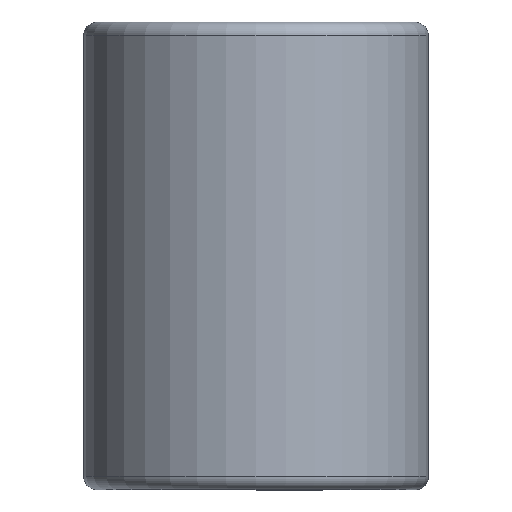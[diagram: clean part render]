
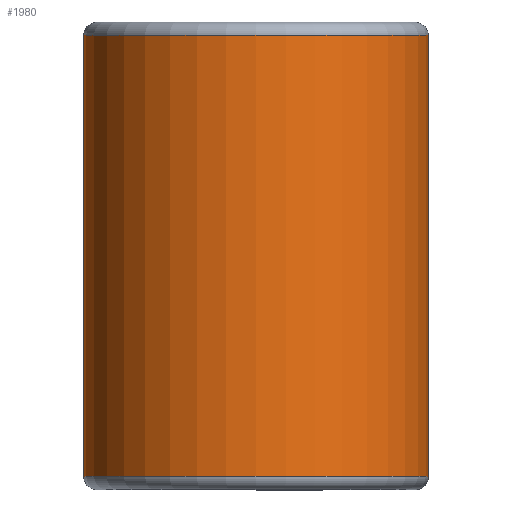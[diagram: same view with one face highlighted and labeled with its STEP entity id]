
A CAD part, top view. The second image highlights one B-rep face of the part: STEP entity #1980.
In plain terms, the highlighted cylindrical face has radius 9.944 mm (diameter 19.888 mm), a partial arc.
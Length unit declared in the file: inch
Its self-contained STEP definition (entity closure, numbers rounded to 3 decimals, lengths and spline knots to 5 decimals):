
#46 = AXIS2_PLACEMENT_3D ( 'NONE', #124, #310, #1803 ) ;
#124 = CARTESIAN_POINT ( 'NONE',  ( 0., 0.50125, 0. ) ) ;
#310 = DIRECTION ( 'NONE',  ( 0., -1., 0. ) ) ;
#358 = EDGE_LOOP ( 'NONE', ( #410, #1271, #1211, #1190 ) ) ;
#397 = EDGE_CURVE ( 'NONE', #1274, #1475, #1042, .T. ) ;
#410 = ORIENTED_EDGE ( 'NONE', *, *, #532, .T. ) ;
#528 = VECTOR ( 'NONE', #777, 39.37008 ) ;
#532 = EDGE_CURVE ( 'NONE', #1274, #2163, #846, .T. ) ;
#601 = EDGE_CURVE ( 'NONE', #2163, #1445, #2146, .T. ) ;
#715 = DIRECTION ( 'NONE',  ( 0., 1., 0. ) ) ;
#730 = AXIS2_PLACEMENT_3D ( 'NONE', #1747, #2116, #1750 ) ;
#777 = DIRECTION ( 'NONE',  ( 0., 1., 0. ) ) ;
#805 = CARTESIAN_POINT ( 'NONE',  ( 0., -0.50125, 0. ) ) ;
#846 = LINE ( 'NONE', #2196, #1360 ) ;
#953 = CARTESIAN_POINT ( 'NONE',  ( 0., 0.50125, -0.3915 ) ) ;
#1031 = EDGE_CURVE ( 'NONE', #1475, #1445, #1055, .T. ) ;
#1042 = CIRCLE ( 'NONE', #1850, 0.3915 ) ;
#1051 = FACE_OUTER_BOUND ( 'NONE', #358, .T. ) ;
#1055 = LINE ( 'NONE', #953, #528 ) ;
#1190 = ORIENTED_EDGE ( 'NONE', *, *, #397, .F. ) ;
#1211 = ORIENTED_EDGE ( 'NONE', *, *, #1031, .F. ) ;
#1271 = ORIENTED_EDGE ( 'NONE', *, *, #601, .T. ) ;
#1274 = VERTEX_POINT ( 'NONE', #1438 ) ;
#1360 = VECTOR ( 'NONE', #715, 39.37008 ) ;
#1427 = DIRECTION ( 'NONE',  ( 0., -1., 0. ) ) ;
#1438 = CARTESIAN_POINT ( 'NONE',  ( 0.3915, -0.50125, 0. ) ) ;
#1445 = VERTEX_POINT ( 'NONE', #1680 ) ;
#1475 = VERTEX_POINT ( 'NONE', #2064 ) ;
#1680 = CARTESIAN_POINT ( 'NONE',  ( 0., 0.50125, -0.3915 ) ) ;
#1747 = CARTESIAN_POINT ( 'NONE',  ( 0., 0.5, 0. ) ) ;
#1750 = DIRECTION ( 'NONE',  ( 0., 0., -1. ) ) ;
#1756 = CYLINDRICAL_SURFACE ( 'NONE', #730, 0.3915 ) ;
#1803 = DIRECTION ( 'NONE',  ( 0., 0., -1. ) ) ;
#1850 = AXIS2_PLACEMENT_3D ( 'NONE', #805, #1427, #1897 ) ;
#1897 = DIRECTION ( 'NONE',  ( 0., 0., -1. ) ) ;
#1980 = ADVANCED_FACE ( 'NONE', ( #1051 ), #1756, .T. ) ;
#2017 = CARTESIAN_POINT ( 'NONE',  ( 0.3915, 0.50125, 0. ) ) ;
#2064 = CARTESIAN_POINT ( 'NONE',  ( 0., -0.50125, -0.3915 ) ) ;
#2116 = DIRECTION ( 'NONE',  ( 0., -1., 0. ) ) ;
#2146 = CIRCLE ( 'NONE', #46, 0.3915 ) ;
#2163 = VERTEX_POINT ( 'NONE', #2017 ) ;
#2196 = CARTESIAN_POINT ( 'NONE',  ( 0.3915, 0.50125, 0. ) ) ;
